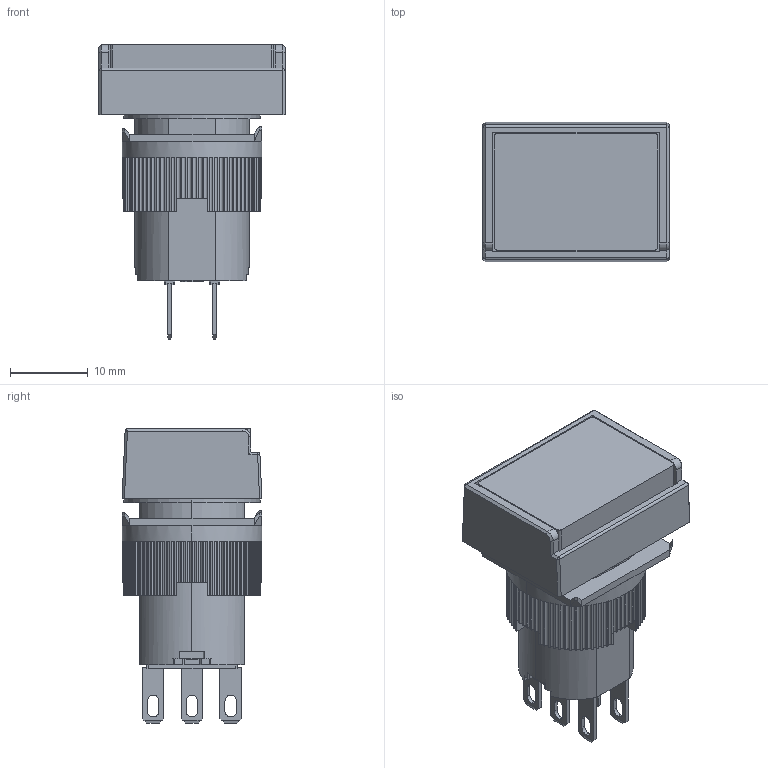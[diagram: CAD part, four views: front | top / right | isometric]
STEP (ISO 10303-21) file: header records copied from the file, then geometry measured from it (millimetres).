
FILE_DESCRIPTION (( 'STEP AP203' ), '1' );
FILE_NAME ('AR16G5T-C2Y.step', '2022-08-18T16:00:17', ( '' ), ( '' ), 'SwSTEP 2.0', 'SolidWorks 2021', '' );
FILE_SCHEMA (( 'CONFIG_CONTROL_DESIGN' ));
Length unit declared in the file: inch
Products named in the file (1): AR16G5T-C2Y
Bounding box: 24 x 18 x 37.9 mm (x, y, z)
Volume: 7323.1 mm3; surface area: 6013.7 mm2
Topology: 12 solids, 12 shells, 811 faces, 2283 edges, 1508 vertices
Faces by surface type: plane 630, cylinder 175, cone 6
Entity records: 26180 total; most frequent: CARTESIAN_POINT 4629, ORIENTED_EDGE 4558, DIRECTION 4425, EDGE_CURVE 2279, LINE 1737, VECTOR 1737, VERTEX_POINT 1508, AXIS2_PLACEMENT_3D 1344
